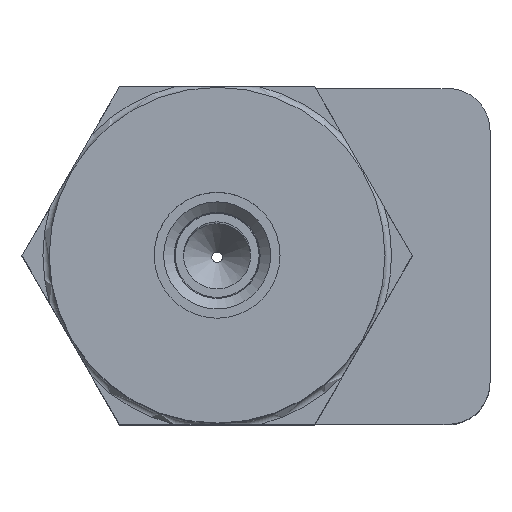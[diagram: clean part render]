
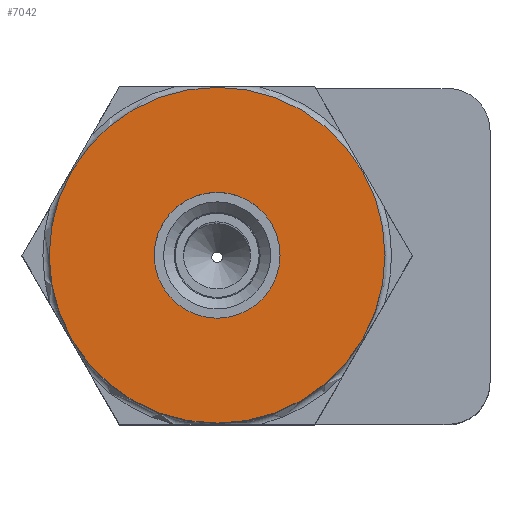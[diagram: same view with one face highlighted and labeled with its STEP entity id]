
A CAD part, top view. The second image highlights one B-rep face of the part: STEP entity #7042.
In plain terms, the highlighted face is planar.
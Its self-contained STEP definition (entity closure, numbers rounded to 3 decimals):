
#6681 = CYLINDRICAL_SURFACE('',#6682,8.);
#6682 = AXIS2_PLACEMENT_3D('',#6683,#6684,#6685);
#6683 = CARTESIAN_POINT('',(0.,23.5,0.));
#6684 = DIRECTION('',(0.,1.,0.));
#6685 = DIRECTION('',(1.,0.,0.));
#6796 = VERTEX_POINT('',#6797);
#6797 = CARTESIAN_POINT('',(8.,28.2,0.));
#6818 = EDGE_CURVE('',#6796,#6796,#6819,.T.);
#6819 = SURFACE_CURVE('',#6820,(#6825,#6854),.PCURVE_S1.);
#6820 = CIRCLE('',#6821,8.);
#6821 = AXIS2_PLACEMENT_3D('',#6822,#6823,#6824);
#6822 = CARTESIAN_POINT('',(0.,28.2,0.));
#6823 = DIRECTION('',(0.,-1.,0.));
#6824 = DIRECTION('',(1.,0.,0.));
#6825 = PCURVE('',#6681,#6826);
#6826 = DEFINITIONAL_REPRESENTATION('',(#6827),#6853);
#6827 = B_SPLINE_CURVE_WITH_KNOTS('',3,(#6828,#6829,#6830,#6831,#6832,
    #6833,#6834,#6835,#6836,#6837,#6838,#6839,#6840,#6841,#6842,#6843,
    #6844,#6845,#6846,#6847,#6848,#6849,#6850,#6851,#6852),
  .UNSPECIFIED.,.F.,.F.,(4,1,1,1,1,1,1,1,1,1,1,1,1,1,1,1,1,1,1,1,1,1,4),
  (0.,0.286,0.571,0.857,1.142,
    1.428,1.714,1.999,2.285,
    2.57,2.856,3.142,3.427,
    3.713,3.998,4.284,4.57,
    4.855,5.141,5.426,5.712,
    5.998,6.283),.QUASI_UNIFORM_KNOTS.);
#6828 = CARTESIAN_POINT('',(6.283,4.7));
#6829 = CARTESIAN_POINT('',(6.188,4.7));
#6830 = CARTESIAN_POINT('',(5.998,4.7));
#6831 = CARTESIAN_POINT('',(5.712,4.7));
#6832 = CARTESIAN_POINT('',(5.426,4.7));
#6833 = CARTESIAN_POINT('',(5.141,4.7));
#6834 = CARTESIAN_POINT('',(4.855,4.7));
#6835 = CARTESIAN_POINT('',(4.57,4.7));
#6836 = CARTESIAN_POINT('',(4.284,4.7));
#6837 = CARTESIAN_POINT('',(3.998,4.7));
#6838 = CARTESIAN_POINT('',(3.713,4.7));
#6839 = CARTESIAN_POINT('',(3.427,4.7));
#6840 = CARTESIAN_POINT('',(3.142,4.7));
#6841 = CARTESIAN_POINT('',(2.856,4.7));
#6842 = CARTESIAN_POINT('',(2.57,4.7));
#6843 = CARTESIAN_POINT('',(2.285,4.7));
#6844 = CARTESIAN_POINT('',(1.999,4.7));
#6845 = CARTESIAN_POINT('',(1.714,4.7));
#6846 = CARTESIAN_POINT('',(1.428,4.7));
#6847 = CARTESIAN_POINT('',(1.142,4.7));
#6848 = CARTESIAN_POINT('',(0.857,4.7));
#6849 = CARTESIAN_POINT('',(0.571,4.7));
#6850 = CARTESIAN_POINT('',(0.286,4.7));
#6851 = CARTESIAN_POINT('',(0.095,4.7));
#6852 = CARTESIAN_POINT('',(0.,4.7));
#6853 = ( GEOMETRIC_REPRESENTATION_CONTEXT(2) 
PARAMETRIC_REPRESENTATION_CONTEXT() REPRESENTATION_CONTEXT('2D SPACE',''
  ) );
#6854 = PCURVE('',#6855,#6860);
#6855 = PLANE('',#6856);
#6856 = AXIS2_PLACEMENT_3D('',#6857,#6858,#6859);
#6857 = CARTESIAN_POINT('',(0.,28.2,0.));
#6858 = DIRECTION('',(-0.,-1.,-0.));
#6859 = DIRECTION('',(1.,-0.,0.));
#6860 = DEFINITIONAL_REPRESENTATION('',(#6861),#6865);
#6861 = CIRCLE('',#6862,8.);
#6862 = AXIS2_PLACEMENT_2D('',#6863,#6864);
#6863 = CARTESIAN_POINT('',(0.,0.));
#6864 = DIRECTION('',(1.,0.));
#6865 = ( GEOMETRIC_REPRESENTATION_CONTEXT(2) 
PARAMETRIC_REPRESENTATION_CONTEXT() REPRESENTATION_CONTEXT('2D SPACE',''
  ) );
#7042 = ADVANCED_FACE('',(#7043,#7046),#6855,.F.);
#7043 = FACE_BOUND('',#7044,.F.);
#7044 = EDGE_LOOP('',(#7045));
#7045 = ORIENTED_EDGE('',*,*,#6818,.T.);
#7046 = FACE_BOUND('',#7047,.F.);
#7047 = EDGE_LOOP('',(#7048));
#7048 = ORIENTED_EDGE('',*,*,#7049,.F.);
#7049 = EDGE_CURVE('',#7050,#7050,#7052,.T.);
#7050 = VERTEX_POINT('',#7051);
#7051 = CARTESIAN_POINT('',(3.,28.2,0.));
#7052 = SURFACE_CURVE('',#7053,(#7058,#7065),.PCURVE_S1.);
#7053 = CIRCLE('',#7054,3.);
#7054 = AXIS2_PLACEMENT_3D('',#7055,#7056,#7057);
#7055 = CARTESIAN_POINT('',(0.,28.2,0.));
#7056 = DIRECTION('',(0.,-1.,0.));
#7057 = DIRECTION('',(1.,0.,0.));
#7058 = PCURVE('',#6855,#7059);
#7059 = DEFINITIONAL_REPRESENTATION('',(#7060),#7064);
#7060 = CIRCLE('',#7061,3.);
#7061 = AXIS2_PLACEMENT_2D('',#7062,#7063);
#7062 = CARTESIAN_POINT('',(0.,0.));
#7063 = DIRECTION('',(1.,0.));
#7064 = ( GEOMETRIC_REPRESENTATION_CONTEXT(2) 
PARAMETRIC_REPRESENTATION_CONTEXT() REPRESENTATION_CONTEXT('2D SPACE',''
  ) );
#7065 = PCURVE('',#7066,#7071);
#7066 = CYLINDRICAL_SURFACE('',#7067,3.);
#7067 = AXIS2_PLACEMENT_3D('',#7068,#7069,#7070);
#7068 = CARTESIAN_POINT('',(0.,28.2,0.));
#7069 = DIRECTION('',(-0.,-1.,-0.));
#7070 = DIRECTION('',(1.,-0.,0.));
#7071 = DEFINITIONAL_REPRESENTATION('',(#7072),#7076);
#7072 = LINE('',#7073,#7074);
#7073 = CARTESIAN_POINT('',(0.,0.));
#7074 = VECTOR('',#7075,1.);
#7075 = DIRECTION('',(1.,0.));
#7076 = ( GEOMETRIC_REPRESENTATION_CONTEXT(2) 
PARAMETRIC_REPRESENTATION_CONTEXT() REPRESENTATION_CONTEXT('2D SPACE',''
  ) );
